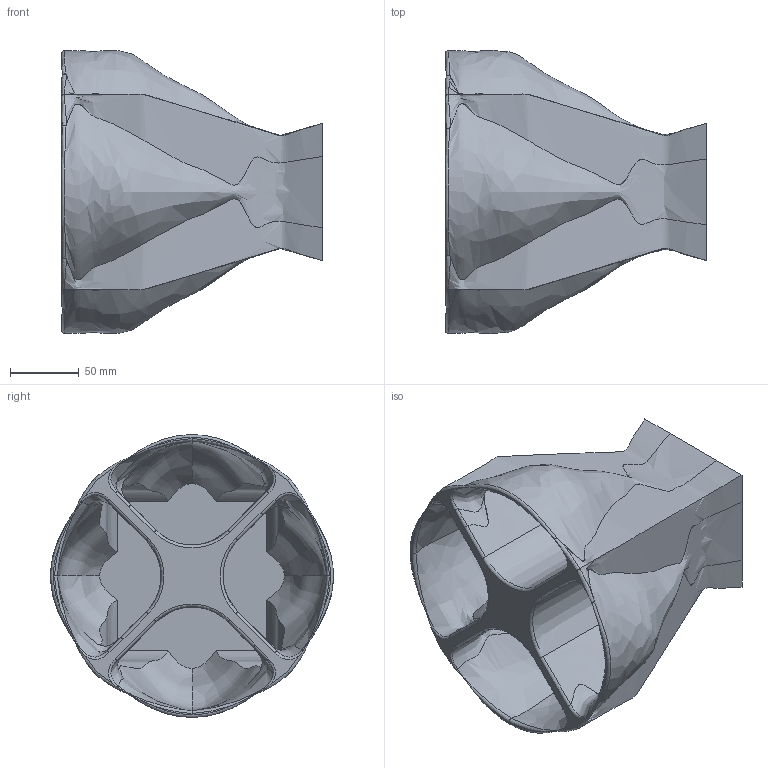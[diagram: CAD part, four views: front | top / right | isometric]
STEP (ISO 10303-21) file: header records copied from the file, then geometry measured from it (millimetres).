
FILE_DESCRIPTION (( 'STEP AP214' ), '1' );
FILE_NAME ('4pots.STEP', '2021-10-11T20:06:26', ( '' ), ( '' ), 'SwSTEP 2.0', 'SolidWorks 2021', '' );
FILE_SCHEMA (( 'AUTOMOTIVE_DESIGN' ));
Length unit declared in the file: millimetre
Products named in the file (1): 4pots
Bounding box: 190 x 206.16 x 206.11 mm (x, y, z)
Volume: 1579106.9 mm3; surface area: 241673.7 mm2
Topology: 1 solids, 1 shells, 116 faces, 333 edges, 224 vertices
Faces by surface type: bspline 80, plane 28, cylinder 8
Entity records: 28682 total; most frequent: CARTESIAN_POINT 26332, ORIENTED_EDGE 666, EDGE_CURVE 333, B_SPLINE_CURVE_WITH_KNOTS 238, VERTEX_POINT 224, DIRECTION 189, EDGE_LOOP 121, ADVANCED_FACE 116
